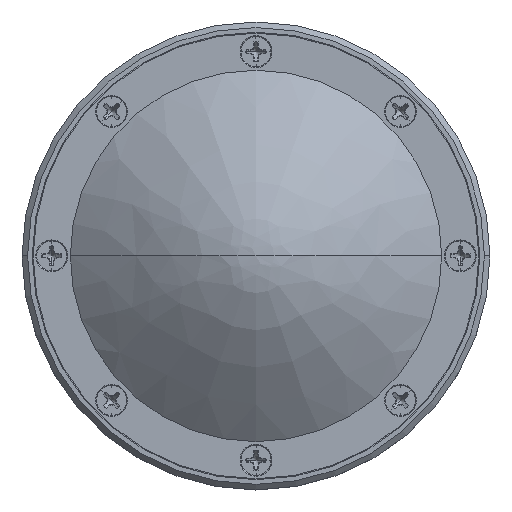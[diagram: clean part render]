
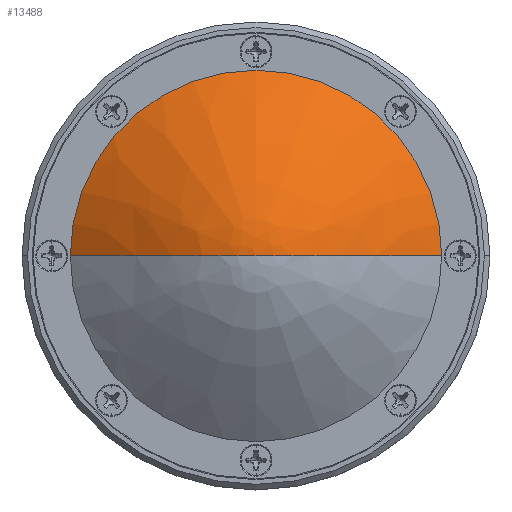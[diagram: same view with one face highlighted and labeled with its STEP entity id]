
A CAD part, top view. The second image highlights one B-rep face of the part: STEP entity #13488.
In plain terms, the highlighted free-form (B-spline) face has degree [5, 3] with [6, 4] control points.
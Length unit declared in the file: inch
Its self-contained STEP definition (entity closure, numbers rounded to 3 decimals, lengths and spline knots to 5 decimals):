
#923 = VERTEX_POINT ( 'NONE', #29544 ) ;
#3539 = CARTESIAN_POINT ( 'NONE',  ( 0., 0., 0.646 ) ) ;
#4396 = CIRCLE ( 'NONE', #47003, 1. ) ;
#5274 = CARTESIAN_POINT ( 'NONE',  ( -0.4, 0., 0.5592 ) ) ;
#8355 = CARTESIAN_POINT ( 'NONE',  ( 0.2, 0., 0.64838 ) ) ;
#9766 = CARTESIAN_POINT ( 'NONE',  ( -0.2, 0., 0.64838 ) ) ;
#11418 = CARTESIAN_POINT ( 'NONE',  ( 0.8, 1.6, 0.28664 ) ) ;
#13437 = CARTESIAN_POINT ( 'NONE',  ( 0.6, 0., 0.42747 ) ) ;
#13488 = ADVANCED_FACE ( 'NONE', ( #30759 ), #44010, .F. ) ;
#15027 = CARTESIAN_POINT ( 'NONE',  ( -0.8, 1.6, 0.28664 ) ) ;
#15217 = CARTESIAN_POINT ( 'NONE',  ( -0.8, 0., 0.28664 ) ) ;
#15961 = EDGE_CURVE ( 'NONE', #30581, #923, #4396, .T. ) ;
#17029 = CARTESIAN_POINT ( 'NONE',  ( 0., 0., 0.646 ) ) ;
#17239 = CARTESIAN_POINT ( 'NONE',  ( 0.2, 0., 0.64838 ) ) ;
#17829 = VERTEX_POINT ( 'NONE', #22333 ) ;
#18605 = EDGE_CURVE ( 'NONE', #17829, #30581, #21411, .T. ) ;
#19400 = EDGE_CURVE ( 'NONE', #17829, #923, #43085, .T. ) ;
#19403 = CARTESIAN_POINT ( 'NONE',  ( -0.6, 0., 0.42747 ) ) ;
#21411 = B_SPLINE_CURVE_WITH_KNOTS ( 'NONE', 5,
 ( #33625, #9766, #5274, #19403, #15217, #33816 ),
 .UNSPECIFIED., .F., .F.,
 ( 6, 6 ),
 ( 0.084, 0.92404 ),
 .UNSPECIFIED. ) ;
#22051 = CARTESIAN_POINT ( 'NONE',  ( -0.4, 0., 0.5592 ) ) ;
#22333 = CARTESIAN_POINT ( 'NONE',  ( 0., 0., 0.646 ) ) ;
#23776 = CARTESIAN_POINT ( 'NONE',  ( -1., 0., 0.1354 ) ) ;
#25986 = CARTESIAN_POINT ( 'NONE',  ( 1., 0., 0.1354 ) ) ;
#27672 = CARTESIAN_POINT ( 'NONE',  ( 0.4, 0., 0.5592 ) ) ;
#28022 = ORIENTED_EDGE ( 'NONE', *, *, #18605, .F. ) ;
#29544 = CARTESIAN_POINT ( 'NONE',  ( 1., 0., 0.1354 ) ) ;
#30430 = CARTESIAN_POINT ( 'NONE',  ( 0.4, 0.8, 0.5592 ) ) ;
#30581 = VERTEX_POINT ( 'NONE', #56316 ) ;
#30759 = FACE_OUTER_BOUND ( 'NONE', #39211, .T. ) ;
#31454 = CARTESIAN_POINT ( 'NONE',  ( -0.2, 0.4, 0.64838 ) ) ;
#33625 = CARTESIAN_POINT ( 'NONE',  ( 0., 0., 0.646 ) ) ;
#33647 = CARTESIAN_POINT ( 'NONE',  ( -0.8, 0., 0.28664 ) ) ;
#33816 = CARTESIAN_POINT ( 'NONE',  ( -1., 0., 0.1354 ) ) ;
#36226 = CARTESIAN_POINT ( 'NONE',  ( 0.2, 0.4, 0.64838 ) ) ;
#36652 = CARTESIAN_POINT ( 'NONE',  ( 0., 0., 0.646 ) ) ;
#36857 = CARTESIAN_POINT ( 'NONE',  ( 0., 0., 0.646 ) ) ;
#38355 = CARTESIAN_POINT ( 'NONE',  ( 0.8, 0., 0.28664 ) ) ;
#38789 = DIRECTION ( 'NONE',  ( -1., 0., 0. ) ) ;
#39211 = EDGE_LOOP ( 'NONE', ( #28022, #56213, #41076 ) ) ;
#41076 = ORIENTED_EDGE ( 'NONE', *, *, #15961, .F. ) ;
#41150 = CARTESIAN_POINT ( 'NONE',  ( -0.6, 1.2, 0.42747 ) ) ;
#41646 = CARTESIAN_POINT ( 'NONE',  ( 1., 0., 0.1354 ) ) ;
#43085 = B_SPLINE_CURVE_WITH_KNOTS ( 'NONE', 5,
 ( #56026, #8355, #27672, #13437, #47045, #41646 ),
 .UNSPECIFIED., .F., .F.,
 ( 6, 6 ),
 ( 0.084, 0.92404 ),
 .UNSPECIFIED. ) ;
#43565 = CARTESIAN_POINT ( 'NONE',  ( 0., 0., 0.1354 ) ) ;
#44010 =( BOUNDED_SURFACE ( )  B_SPLINE_SURFACE ( 5, 3, ( 
 ( #36857, #36652, #3539, #17029 ),
 ( #50416, #31454, #36226, #17239 ),
 ( #22051, #60276, #30430, #59447 ),
 ( #46033, #41150, #55152, #46973 ),
 ( #33647, #15027, #11418, #38355 ),
 ( #23776, #51714, #60002, #25986 ) ),
 .UNSPECIFIED., .F., .F., .F. ) 
 B_SPLINE_SURFACE_WITH_KNOTS ( ( 6, 6 ),
 ( 4, 4 ),
 ( 0.084, 0.92404 ),
 ( 0., 1. ),
 .UNSPECIFIED. ) 
 GEOMETRIC_REPRESENTATION_ITEM ( )  RATIONAL_B_SPLINE_SURFACE ( (
 ( 1., 0.333, 0.333, 1.),
 ( 1., 0.333, 0.333, 1.),
 ( 1., 0.333, 0.333, 1.),
 ( 1., 0.333, 0.333, 1.),
 ( 1., 0.333, 0.333, 1.),
 ( 1., 0.333, 0.333, 1.) ) ) 
 REPRESENTATION_ITEM ( '' )  SURFACE ( )  );
#46033 = CARTESIAN_POINT ( 'NONE',  ( -0.6, 0., 0.42747 ) ) ;
#46973 = CARTESIAN_POINT ( 'NONE',  ( 0.6, 0., 0.42747 ) ) ;
#47003 = AXIS2_PLACEMENT_3D ( 'NONE', #43565, #52752, #38789 ) ;
#47045 = CARTESIAN_POINT ( 'NONE',  ( 0.8, 0., 0.28664 ) ) ;
#50416 = CARTESIAN_POINT ( 'NONE',  ( -0.2, 0., 0.64838 ) ) ;
#51714 = CARTESIAN_POINT ( 'NONE',  ( -1., 2., 0.1354 ) ) ;
#52752 = DIRECTION ( 'NONE',  ( 0., 0., -1. ) ) ;
#55152 = CARTESIAN_POINT ( 'NONE',  ( 0.6, 1.2, 0.42747 ) ) ;
#56026 = CARTESIAN_POINT ( 'NONE',  ( 0., 0., 0.646 ) ) ;
#56213 = ORIENTED_EDGE ( 'NONE', *, *, #19400, .T. ) ;
#56316 = CARTESIAN_POINT ( 'NONE',  ( -1., 0., 0.1354 ) ) ;
#59447 = CARTESIAN_POINT ( 'NONE',  ( 0.4, 0., 0.5592 ) ) ;
#60002 = CARTESIAN_POINT ( 'NONE',  ( 1., 2., 0.1354 ) ) ;
#60276 = CARTESIAN_POINT ( 'NONE',  ( -0.4, 0.8, 0.5592 ) ) ;
